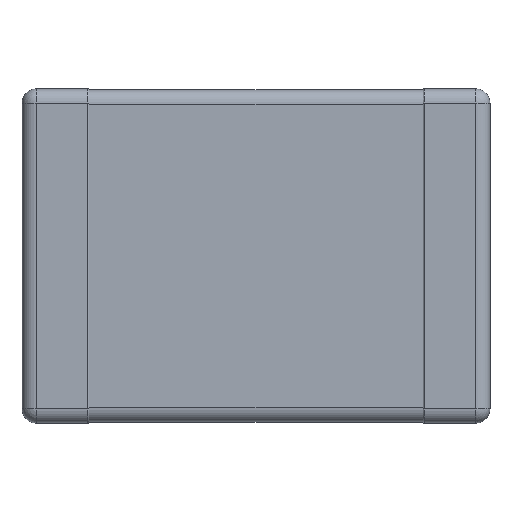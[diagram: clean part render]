
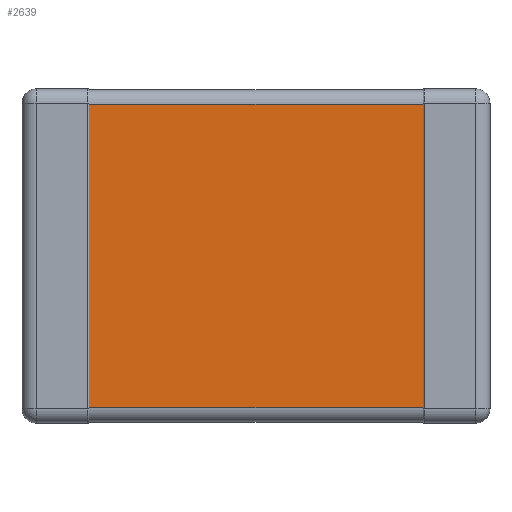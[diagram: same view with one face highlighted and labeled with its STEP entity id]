
A CAD part, front view. The second image highlights one B-rep face of the part: STEP entity #2639.
In plain terms, the highlighted planar face has unit normal (0, -1, 0).
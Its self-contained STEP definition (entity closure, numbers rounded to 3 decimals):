
#6 = VECTOR ( 'NONE', #1694, 1000. ) ;
#328 = CARTESIAN_POINT ( 'NONE',  ( 4.549, 0., -0.151 ) ) ;
#431 = CARTESIAN_POINT ( 'NONE',  ( 0., 0., 0. ) ) ;
#563 = EDGE_CURVE ( 'NONE', #690, #4554, #699, .T. ) ;
#690 = VERTEX_POINT ( 'NONE', #3734 ) ;
#699 = LINE ( 'NONE', #3139, #6 ) ;
#709 = CARTESIAN_POINT ( 'NONE',  ( 0.151, 0., -0.151 ) ) ;
#792 = EDGE_CURVE ( 'NONE', #2628, #690, #3080, .T. ) ;
#872 = LINE ( 'NONE', #2301, #3431 ) ;
#1188 = VERTEX_POINT ( 'NONE', #328 ) ;
#1302 = EDGE_CURVE ( 'NONE', #4554, #1188, #872, .T. ) ;
#1451 = VECTOR ( 'NONE', #2004, 1000. ) ;
#1538 = ORIENTED_EDGE ( 'NONE', *, *, #792, .T. ) ;
#1573 = CARTESIAN_POINT ( 'NONE',  ( 4.549, 0., -3.327 ) ) ;
#1581 = ORIENTED_EDGE ( 'NONE', *, *, #1302, .T. ) ;
#1694 = DIRECTION ( 'NONE',  ( 1., 0., 0. ) ) ;
#1917 = VECTOR ( 'NONE', #3165, 1000. ) ;
#1965 = ORIENTED_EDGE ( 'NONE', *, *, #563, .T. ) ;
#2004 = DIRECTION ( 'NONE',  ( -1., 0., 0. ) ) ;
#2180 = DIRECTION ( 'NONE',  ( 0., 0., 1. ) ) ;
#2301 = CARTESIAN_POINT ( 'NONE',  ( 4.549, 0., 0. ) ) ;
#2339 = DIRECTION ( 'NONE',  ( 0., 0., 1. ) ) ;
#2516 = AXIS2_PLACEMENT_3D ( 'NONE', #431, #3635, #2180 ) ;
#2543 = LINE ( 'NONE', #3782, #1451 ) ;
#2628 = VERTEX_POINT ( 'NONE', #709 ) ;
#2639 = ADVANCED_FACE ( 'NONE', ( #3129 ), #2799, .F. ) ;
#2799 = PLANE ( 'NONE',  #2516 ) ;
#3080 = LINE ( 'NONE', #3473, #1917 ) ;
#3129 = FACE_OUTER_BOUND ( 'NONE', #4096, .T. ) ;
#3139 = CARTESIAN_POINT ( 'NONE',  ( 4.7, 0., -3.327 ) ) ;
#3165 = DIRECTION ( 'NONE',  ( 0., 0., -1. ) ) ;
#3431 = VECTOR ( 'NONE', #2339, 1000. ) ;
#3473 = CARTESIAN_POINT ( 'NONE',  ( 0.151, 0., -3.478 ) ) ;
#3635 = DIRECTION ( 'NONE',  ( 0., 1., 0. ) ) ;
#3699 = ORIENTED_EDGE ( 'NONE', *, *, #3837, .T. ) ;
#3734 = CARTESIAN_POINT ( 'NONE',  ( 0.151, 0., -3.327 ) ) ;
#3782 = CARTESIAN_POINT ( 'NONE',  ( 0., 0., -0.151 ) ) ;
#3837 = EDGE_CURVE ( 'NONE', #1188, #2628, #2543, .T. ) ;
#4096 = EDGE_LOOP ( 'NONE', ( #1581, #3699, #1538, #1965 ) ) ;
#4554 = VERTEX_POINT ( 'NONE', #1573 ) ;
